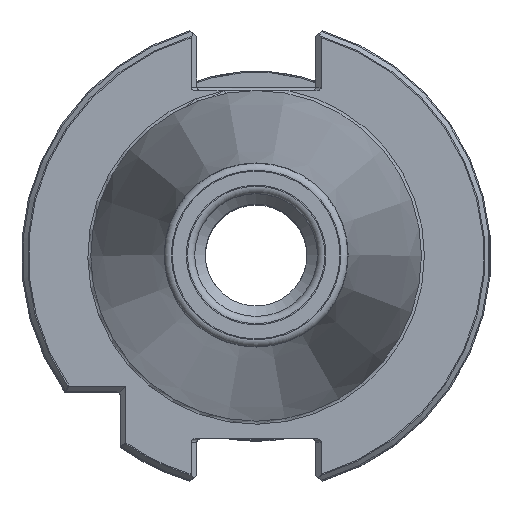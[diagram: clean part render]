
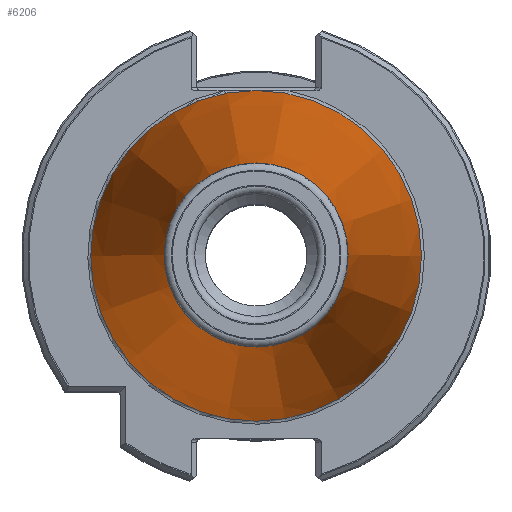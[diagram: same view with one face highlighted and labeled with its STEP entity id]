
A CAD part, top view. The second image highlights one B-rep face of the part: STEP entity #6206.
In plain terms, the highlighted conical face has half-angle 8.297 degrees and reference radius 12.393 mm.
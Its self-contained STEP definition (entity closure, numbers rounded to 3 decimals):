
#120=CONICAL_SURFACE('',#6675,12.393,0.145);
#1937=ORIENTED_EDGE('',*,*,#2470,.T.);
#1938=ORIENTED_EDGE('',*,*,#2684,.T.);
#2470=EDGE_CURVE('',#2998,#2998,#3279,.F.);
#2684=EDGE_CURVE('',#3148,#3148,#3314,.T.);
#2998=VERTEX_POINT('',#9062);
#3148=VERTEX_POINT('',#9691);
#3279=CIRCLE('',#6559,12.518);
#3314=CIRCLE('',#6674,22.492);
#3621=EDGE_LOOP('',(#1937));
#3622=EDGE_LOOP('',(#1938));
#3969=FACE_BOUND('',#3621,.T.);
#3970=FACE_BOUND('',#3622,.T.);
#6206=ADVANCED_FACE('',(#3969,#3970),#120,.T.);
#6559=AXIS2_PLACEMENT_3D('',#9061,#7474,#7475);
#6674=AXIS2_PLACEMENT_3D('',#9690,#7802,#7803);
#6675=AXIS2_PLACEMENT_3D('',#9692,#7804,#7805);
#7474=DIRECTION('',(0.,0.,1.));
#7475=DIRECTION('',(1.,0.,0.));
#7802=DIRECTION('',(0.,0.,1.));
#7803=DIRECTION('',(1.,0.,0.));
#7804=DIRECTION('',(0.,0.,-1.));
#7805=DIRECTION('',(-1.,0.,0.));
#9061=CARTESIAN_POINT('',(0.,0.,67.594));
#9062=CARTESIAN_POINT('',(12.518,0.,67.594));
#9690=CARTESIAN_POINT('',(0.,0.,-0.8));
#9691=CARTESIAN_POINT('',(22.492,0.,-0.8));
#9692=CARTESIAN_POINT('',(0.,0.,68.45));
